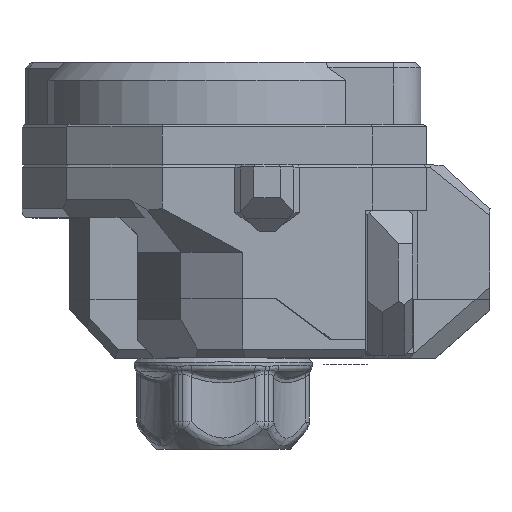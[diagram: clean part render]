
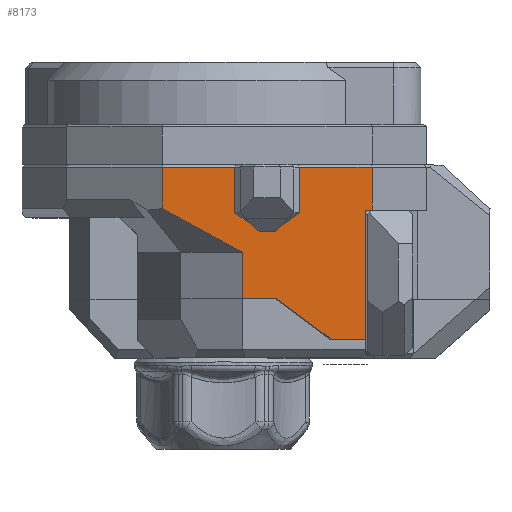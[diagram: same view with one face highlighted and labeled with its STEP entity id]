
A CAD part, top view. The second image highlights one B-rep face of the part: STEP entity #8173.
In plain terms, the highlighted face is planar.
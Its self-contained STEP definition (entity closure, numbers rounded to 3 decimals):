
#781=FACE_OUTER_BOUND('',#1287,.T.);
#1287=EDGE_LOOP('',(#5418,#5419,#5420,#5421,#5422,#5423,#5424,#5425,#5426,
#5427,#5428,#5429,#5430,#5431,#5432,#5433,#5434,#5435,#5436,#5437,#5438));
#1833=LINE('',#11816,#2631);
#1837=LINE('',#11825,#2635);
#1838=LINE('',#11826,#2636);
#1839=LINE('',#11828,#2637);
#1840=LINE('',#11830,#2638);
#1841=LINE('',#11832,#2639);
#1842=LINE('',#11834,#2640);
#1843=LINE('',#11836,#2641);
#1844=LINE('',#11838,#2642);
#1845=LINE('',#11840,#2643);
#1846=LINE('',#11842,#2644);
#1847=LINE('',#11844,#2645);
#1848=LINE('',#11846,#2646);
#1849=LINE('',#11848,#2647);
#1850=LINE('',#11850,#2648);
#1851=LINE('',#11852,#2649);
#1852=LINE('',#11854,#2650);
#1853=LINE('',#11856,#2651);
#1854=LINE('',#11858,#2652);
#1855=LINE('',#11860,#2653);
#1856=LINE('',#11861,#2654);
#2631=VECTOR('',#9519,10.);
#2635=VECTOR('',#9525,10.);
#2636=VECTOR('',#9526,10.);
#2637=VECTOR('',#9527,10.);
#2638=VECTOR('',#9528,10.);
#2639=VECTOR('',#9529,10.);
#2640=VECTOR('',#9530,10.);
#2641=VECTOR('',#9531,6.552);
#2642=VECTOR('',#9532,6.552);
#2643=VECTOR('',#9533,6.552);
#2644=VECTOR('',#9534,6.552);
#2645=VECTOR('',#9535,10.);
#2646=VECTOR('',#9536,6.552);
#2647=VECTOR('',#9537,10.);
#2648=VECTOR('',#9538,6.552);
#2649=VECTOR('',#9539,6.552);
#2650=VECTOR('',#9540,6.552);
#2651=VECTOR('',#9541,10.);
#2652=VECTOR('',#9542,6.552);
#2653=VECTOR('',#9543,10.);
#2654=VECTOR('',#9544,10.);
#3429=VERTEX_POINT('',#11814);
#3430=VERTEX_POINT('',#11815);
#3433=VERTEX_POINT('',#11823);
#3434=VERTEX_POINT('',#11824);
#3435=VERTEX_POINT('',#11827);
#3436=VERTEX_POINT('',#11829);
#3437=VERTEX_POINT('',#11831);
#3438=VERTEX_POINT('',#11833);
#3439=VERTEX_POINT('',#11835);
#3440=VERTEX_POINT('',#11837);
#3441=VERTEX_POINT('',#11839);
#3442=VERTEX_POINT('',#11841);
#3443=VERTEX_POINT('',#11843);
#3444=VERTEX_POINT('',#11845);
#3445=VERTEX_POINT('',#11847);
#3446=VERTEX_POINT('',#11849);
#3447=VERTEX_POINT('',#11851);
#3448=VERTEX_POINT('',#11853);
#3449=VERTEX_POINT('',#11855);
#3450=VERTEX_POINT('',#11857);
#3451=VERTEX_POINT('',#11859);
#4183=EDGE_CURVE('',#3429,#3430,#1833,.T.);
#4187=EDGE_CURVE('',#3433,#3434,#1837,.T.);
#4188=EDGE_CURVE('',#3434,#3430,#1838,.T.);
#4189=EDGE_CURVE('',#3429,#3435,#1839,.T.);
#4190=EDGE_CURVE('',#3436,#3435,#1840,.F.);
#4191=EDGE_CURVE('',#3437,#3436,#1841,.T.);
#4192=EDGE_CURVE('',#3438,#3437,#1842,.T.);
#4193=EDGE_CURVE('',#3439,#3438,#1843,.T.);
#4194=EDGE_CURVE('',#3440,#3439,#1844,.T.);
#4195=EDGE_CURVE('',#3441,#3440,#1845,.T.);
#4196=EDGE_CURVE('',#3442,#3441,#1846,.T.);
#4197=EDGE_CURVE('',#3443,#3442,#1847,.T.);
#4198=EDGE_CURVE('',#3443,#3444,#1848,.F.);
#4199=EDGE_CURVE('',#3444,#3445,#1849,.F.);
#4200=EDGE_CURVE('',#3446,#3445,#1850,.T.);
#4201=EDGE_CURVE('',#3446,#3447,#1851,.T.);
#4202=EDGE_CURVE('',#3447,#3448,#1852,.T.);
#4203=EDGE_CURVE('',#3448,#3449,#1853,.F.);
#4204=EDGE_CURVE('',#3450,#3449,#1854,.T.);
#4205=EDGE_CURVE('',#3451,#3450,#1855,.T.);
#4206=EDGE_CURVE('',#3433,#3451,#1856,.T.);
#5418=ORIENTED_EDGE('',*,*,#4187,.T.);
#5419=ORIENTED_EDGE('',*,*,#4188,.T.);
#5420=ORIENTED_EDGE('',*,*,#4183,.F.);
#5421=ORIENTED_EDGE('',*,*,#4189,.T.);
#5422=ORIENTED_EDGE('',*,*,#4190,.F.);
#5423=ORIENTED_EDGE('',*,*,#4191,.F.);
#5424=ORIENTED_EDGE('',*,*,#4192,.F.);
#5425=ORIENTED_EDGE('',*,*,#4193,.F.);
#5426=ORIENTED_EDGE('',*,*,#4194,.F.);
#5427=ORIENTED_EDGE('',*,*,#4195,.F.);
#5428=ORIENTED_EDGE('',*,*,#4196,.F.);
#5429=ORIENTED_EDGE('',*,*,#4197,.F.);
#5430=ORIENTED_EDGE('',*,*,#4198,.T.);
#5431=ORIENTED_EDGE('',*,*,#4199,.T.);
#5432=ORIENTED_EDGE('',*,*,#4200,.F.);
#5433=ORIENTED_EDGE('',*,*,#4201,.T.);
#5434=ORIENTED_EDGE('',*,*,#4202,.T.);
#5435=ORIENTED_EDGE('',*,*,#4203,.T.);
#5436=ORIENTED_EDGE('',*,*,#4204,.F.);
#5437=ORIENTED_EDGE('',*,*,#4205,.F.);
#5438=ORIENTED_EDGE('',*,*,#4206,.F.);
#7877=PLANE('',#8766);
#8173=ADVANCED_FACE('',(#781),#7877,.T.);
#8766=AXIS2_PLACEMENT_3D('',#11822,#9523,#9524);
#9519=DIRECTION('',(0.,-1.,0.));
#9523=DIRECTION('center_axis',(1.,0.,
0.));
#9524=DIRECTION('ref_axis',(0.,-1.,0.));
#9525=DIRECTION('',(0.,0.816,0.577));
#9526=DIRECTION('',(0.,0.707,0.707));
#9527=DIRECTION('',(0.,0.707,-0.707));
#9528=DIRECTION('',(0.,0.816,-0.577));
#9529=DIRECTION('',(0.,0.,1.));
#9530=DIRECTION('',(0.,-1.,0.));
#9531=DIRECTION('',(0.,0.,-1.));
#9532=DIRECTION('',(0.,0.,-1.));
#9533=DIRECTION('',(0.,0.878,-0.479));
#9534=DIRECTION('',(0.,0.,-1.));
#9535=DIRECTION('',(0.,1.,0.));
#9536=DIRECTION('',(0.,0.803,-0.596));
#9537=DIRECTION('',(0.,1.,0.));
#9538=DIRECTION('',(0.,0.,1.));
#9539=DIRECTION('',(0.,0.,-1.));
#9540=DIRECTION('',(0.,0.,-1.));
#9541=DIRECTION('',(0.,1.,0.));
#9542=DIRECTION('',(0.,0.,1.));
#9543=DIRECTION('',(0.,-1.,0.));
#9544=DIRECTION('',(0.,0.,-1.));
#11814=CARTESIAN_POINT('',(14.201,3.995,8.622));
#11815=CARTESIAN_POINT('',(14.201,2.795,8.622));
#11816=CARTESIAN_POINT('',(14.201,3.569,8.622));
#11822=CARTESIAN_POINT('Origin',(14.201,1.241,9.674));
#11823=CARTESIAN_POINT('',(14.201,0.995,7.222));
#11824=CARTESIAN_POINT('',(14.201,2.361,8.187));
#11825=CARTESIAN_POINT('',(14.201,1.409,7.514));
#11826=CARTESIAN_POINT('',(14.201,2.07,7.896));
#11827=CARTESIAN_POINT('',(14.201,4.429,8.187));
#11828=CARTESIAN_POINT('',(14.201,3.643,8.974));
#11829=CARTESIAN_POINT('',(14.201,5.795,7.222));
#11830=CARTESIAN_POINT('',(14.201,4.362,8.235));
#11831=CARTESIAN_POINT('',(14.201,5.795,3.822));
#11832=CARTESIAN_POINT('',(14.201,5.795,6.648));
#11833=CARTESIAN_POINT('',(14.201,11.191,3.822));
#11834=CARTESIAN_POINT('',(14.201,2.794,3.822));
#11835=CARTESIAN_POINT('',(14.201,11.191,6.242));
#11836=CARTESIAN_POINT('',(14.201,11.191,9.406));
#11837=CARTESIAN_POINT('',(14.201,11.191,6.912));
#11838=CARTESIAN_POINT('',(14.201,11.191,8.096));
#11839=CARTESIAN_POINT('',(14.201,5.218,10.174));
#11840=CARTESIAN_POINT('',(14.201,5.278,10.141));
#11841=CARTESIAN_POINT('',(14.201,5.218,13.622));
#11842=CARTESIAN_POINT('',(14.201,5.218,12.283));
#11843=CARTESIAN_POINT('',(14.201,2.674,13.622));
#11844=CARTESIAN_POINT('',(14.201,1.261,13.622));
#11845=CARTESIAN_POINT('',(14.201,-1.369,16.622));
#11846=CARTESIAN_POINT('',(14.201,0.609,15.154));
#11847=CARTESIAN_POINT('',(14.201,-3.914,16.622));
#11848=CARTESIAN_POINT('',(14.201,-1.337,16.622));
#11849=CARTESIAN_POINT('',(14.201,-3.914,13.581));
#11850=CARTESIAN_POINT('',(14.201,-3.914,11.535));
#11851=CARTESIAN_POINT('',(14.201,-3.914,7.553));
#11852=CARTESIAN_POINT('',(14.201,-3.914,8.186));
#11853=CARTESIAN_POINT('',(14.201,-3.914,7.022));
#11854=CARTESIAN_POINT('',(14.201,-3.914,11.535));
#11855=CARTESIAN_POINT('',(14.201,-4.432,7.022));
#11856=CARTESIAN_POINT('',(14.201,1.869,7.022));
#11857=CARTESIAN_POINT('',(14.201,-4.432,3.822));
#11858=CARTESIAN_POINT('',(14.201,-4.432,11.084));
#11859=CARTESIAN_POINT('',(14.201,0.995,3.822));
#11860=CARTESIAN_POINT('',(14.201,2.794,3.822));
#11861=CARTESIAN_POINT('',(14.201,0.995,6.648));
